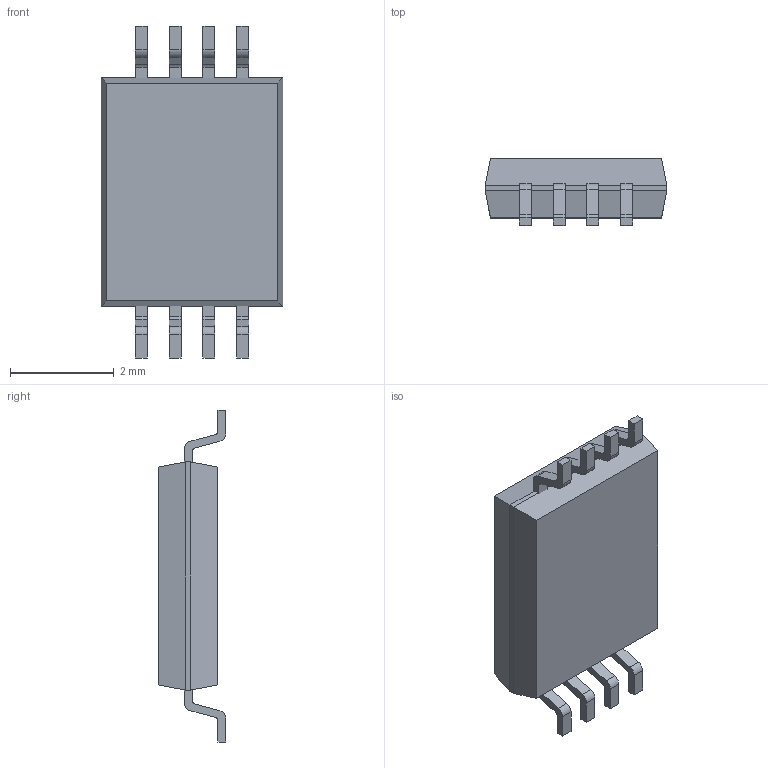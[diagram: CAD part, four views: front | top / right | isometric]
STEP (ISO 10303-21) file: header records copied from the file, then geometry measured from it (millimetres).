
FILE_DESCRIPTION (( 'STEP AP214' ), '1' );
FILE_NAME ('User Library-SSOP-8-2.STEP', '2020-12-25T02:19:26', ( '' ), ( '' ), 'SwSTEP 2.0', 'SolidWorks 2020', '' );
FILE_SCHEMA (( 'AUTOMOTIVE_DESIGN' ));
Length unit declared in the file: millimetre
Products named in the file (4): _X2_041C04350442043A0430_X0_; _X2_041D043E0436043A0430_X0_; _X2_041A043E0440043F04430441_X0_; User Library-SSOP-8-2
Assembly tree (6 placements, depth 2):
  User Library-SSOP-8-2
    _X2_041A043E0440043F04430441_X0_
    _X2_041C04350442043A0430_X0_
    _X2_041D043E0436043A0430_X0_  x4
Bounding box: 3.5 x 1.3 x 6.4 mm (x, y, z)
Volume: 17.3 mm3; surface area: 57.3 mm2
Topology: 10 solids, 10 shells, 133 faces, 328 edges, 216 vertices
Faces by surface type: plane 97, cylinder 36
Entity records: 2092 total; most frequent: DIRECTION 252, CARTESIAN_POINT 242, ORIENTED_EDGE 224, EDGE_CURVE 112, LINE 88, VECTOR 88, AXIS2_PLACEMENT_3D 82, VERTEX_POINT 72
